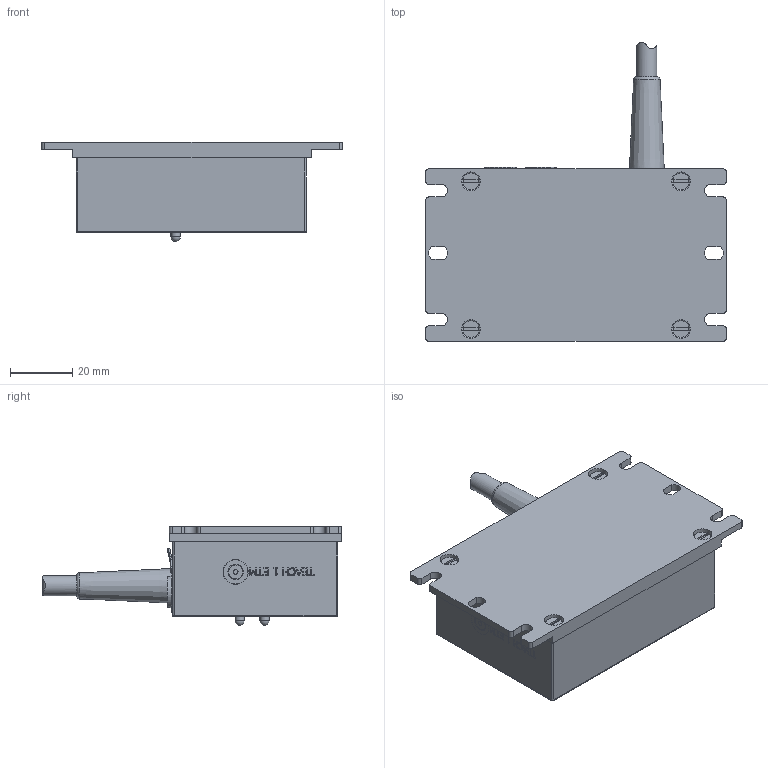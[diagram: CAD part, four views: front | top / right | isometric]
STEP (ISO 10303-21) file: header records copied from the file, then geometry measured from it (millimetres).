
FILE_DESCRIPTION(/* description */ (''),/* implementation_level */ '2;1');
FILE_NAME(/* name */ 'XA0067_Shrinkwrap_1.stp',/* time_stamp */ '2021-10-20T11:06:58+02:00',/* author */ ('Krieger Anja'),/* organization */ (''),/* preprocessor_version */ 'ST-DEVELOPER v18.1',/* originating_system */ 'Autodesk Inventor 2021',/* authorisation */ '');
FILE_SCHEMA (('AUTOMOTIVE_DESIGN { 1 0 10303 214 3 1 1 }'));
Length unit declared in the file: millimetre
Products named in the file (1): XA0066_Shrinkwrap_1
Bounding box: 96.6 x 96.03 x 31.9 mm (x, y, z)
Volume: 120305.3 mm3; surface area: 20671.2 mm2
Topology: 1 solids, 1 shells, 287 faces, 734 edges, 479 vertices
Faces by surface type: plane 183, cylinder 66, bspline 20, cone 9, sphere 8, torus 1
Full cylindrical faces by diameter (mm): 1 x2, 1.5 x1, 2.5 x2, 3 x2, 3.1 x2, 4 x2, 4.5 x1, 5 x1, 6 x4, 6.4 x1, 7 x2, 7.8 x1, 8 x1, 9 x1, 10 x2
Entity records: 9243 total; most frequent: CARTESIAN_POINT 1947, ORIENTED_EDGE 1452, DIRECTION 1364, EDGE_CURVE 726, LINE 504, VECTOR 504, VERTEX_POINT 479, AXIS2_PLACEMENT_3D 430
